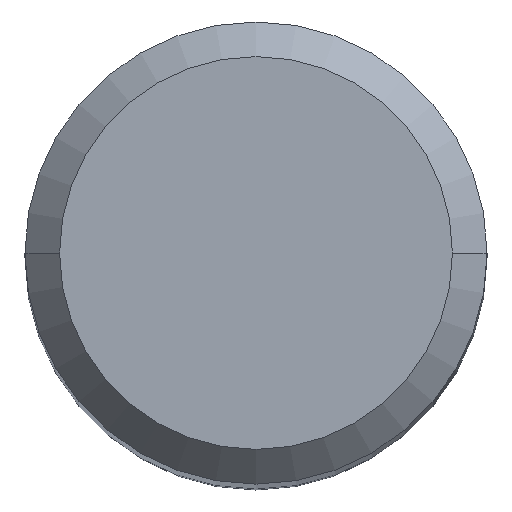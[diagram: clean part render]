
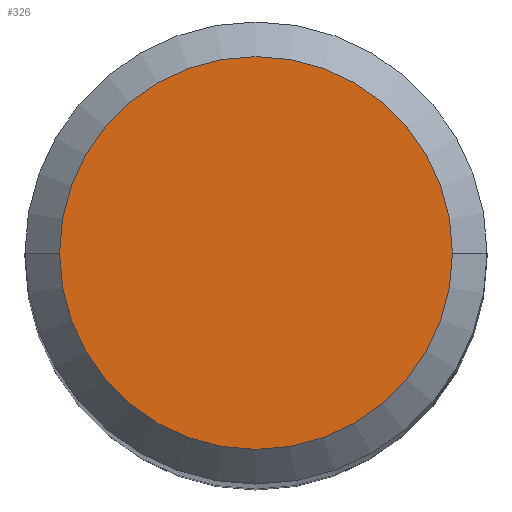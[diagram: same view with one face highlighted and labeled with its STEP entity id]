
A CAD part, top view. The second image highlights one B-rep face of the part: STEP entity #326.
In plain terms, the highlighted planar face has unit normal (0, 0, 1).
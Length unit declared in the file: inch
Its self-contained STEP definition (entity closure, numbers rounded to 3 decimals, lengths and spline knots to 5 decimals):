
#69 = PLANE ( 'NONE',  #455 ) ;
#70 = CARTESIAN_POINT ( 'NONE',  ( -0.20077, 0., 0. ) ) ;
#86 = EDGE_LOOP ( 'NONE', ( #178, #447 ) ) ;
#127 = DIRECTION ( 'NONE',  ( 1., 0., 0. ) ) ;
#139 = DIRECTION ( 'NONE',  ( 0., 0., -1. ) ) ;
#144 = DIRECTION ( 'NONE',  ( 0., 0., 1. ) ) ;
#155 = CARTESIAN_POINT ( 'NONE',  ( 0.20077, 0., 0. ) ) ;
#160 = VERTEX_POINT ( 'NONE', #155 ) ;
#178 = ORIENTED_EDGE ( 'NONE', *, *, #423, .T. ) ;
#198 = CIRCLE ( 'NONE', #461, 0.20077 ) ;
#222 = CIRCLE ( 'NONE', #240, 0.20077 ) ;
#240 = AXIS2_PLACEMENT_3D ( 'NONE', #267, #445, #127 ) ;
#267 = CARTESIAN_POINT ( 'NONE',  ( 0., 0., 0. ) ) ;
#284 = DIRECTION ( 'NONE',  ( -1., 0., 0. ) ) ;
#302 = FACE_OUTER_BOUND ( 'NONE', #86, .T. ) ;
#312 = EDGE_CURVE ( 'NONE', #160, #415, #222, .T. ) ;
#313 = CARTESIAN_POINT ( 'NONE',  ( 0., 0., 0. ) ) ;
#326 = ADVANCED_FACE ( 'NONE', ( #302 ), #69, .F. ) ;
#353 = CARTESIAN_POINT ( 'NONE',  ( 0., 0., 0. ) ) ;
#415 = VERTEX_POINT ( 'NONE', #70 ) ;
#420 = DIRECTION ( 'NONE',  ( 1., 0., 0. ) ) ;
#423 = EDGE_CURVE ( 'NONE', #415, #160, #198, .T. ) ;
#445 = DIRECTION ( 'NONE',  ( 0., 0., 1. ) ) ;
#447 = ORIENTED_EDGE ( 'NONE', *, *, #312, .T. ) ;
#455 = AXIS2_PLACEMENT_3D ( 'NONE', #313, #139, #284 ) ;
#461 = AXIS2_PLACEMENT_3D ( 'NONE', #353, #144, #420 ) ;
